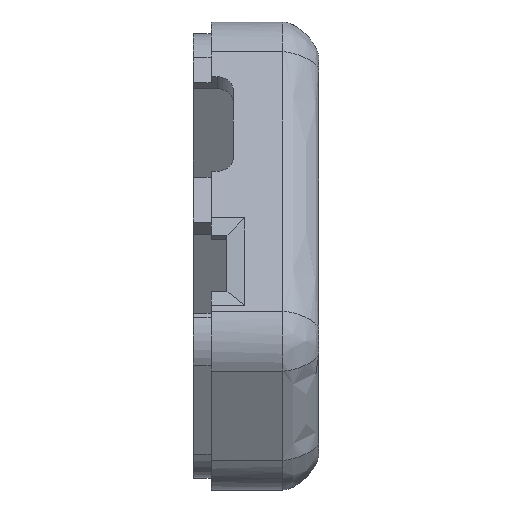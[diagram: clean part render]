
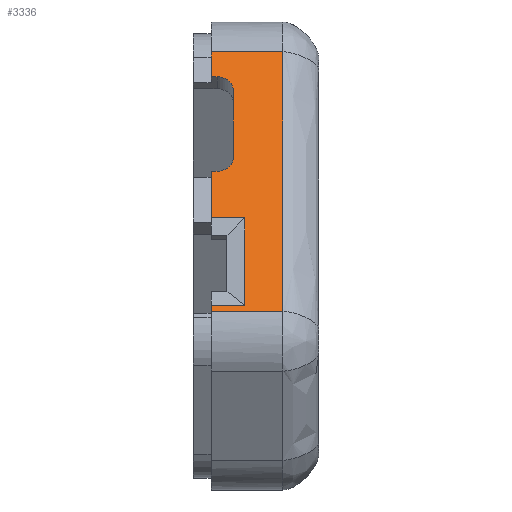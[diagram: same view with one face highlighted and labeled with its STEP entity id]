
A CAD part, left-side view. The second image highlights one B-rep face of the part: STEP entity #3336.
In plain terms, the highlighted planar face has unit normal (-0.866, 0, 0.5).
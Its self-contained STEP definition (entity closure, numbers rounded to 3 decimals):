
#14 = EDGE_CURVE ( 'NONE', #3226, #2318, #1856, .T. ) ;
#128 = ORIENTED_EDGE ( 'NONE', *, *, #528, .T. ) ;
#141 = DIRECTION ( 'NONE',  ( 0., 1., 0. ) ) ;
#163 = LINE ( 'NONE', #3360, #2563 ) ;
#257 = DIRECTION ( 'NONE',  ( 0.5, 0., 0.866 ) ) ;
#265 = VECTOR ( 'NONE', #3027, 1000. ) ;
#296 = CARTESIAN_POINT ( 'NONE',  ( -12.807, 3., 12.217 ) ) ;
#342 = CARTESIAN_POINT ( 'NONE',  ( -21.161, 3., -2.252 ) ) ;
#345 = VERTEX_POINT ( 'NONE', #2849 ) ;
#361 = CARTESIAN_POINT ( 'NONE',  ( -14.896, 9., 8.6 ) ) ;
#462 = DIRECTION ( 'NONE',  ( -0.5, 0., -0.866 ) ) ;
#469 = CARTESIAN_POINT ( 'NONE',  ( -10.505, 8.5, 16.205 ) ) ;
#496 = CARTESIAN_POINT ( 'NONE',  ( -14.4, 8.5, 9.458 ) ) ;
#528 = EDGE_CURVE ( 'NONE', #3226, #2591, #2528, .T. ) ;
#584 = VECTOR ( 'NONE', #462, 1000. ) ;
#587 = VERTEX_POINT ( 'NONE', #2291 ) ;
#603 = VECTOR ( 'NONE', #2425, 1000. ) ;
#644 = ORIENTED_EDGE ( 'NONE', *, *, #2108, .T. ) ;
#660 = DIRECTION ( 'NONE',  ( -0.866, 0., 0.5 ) ) ;
#766 = AXIS2_PLACEMENT_3D ( 'NONE', #469, #2648, #257 ) ;
#856 = DIRECTION ( 'NONE',  ( -0.5, 0., -0.866 ) ) ;
#857 = CARTESIAN_POINT ( 'NONE',  ( -20.871, 9., -1.75 ) ) ;
#859 = CARTESIAN_POINT ( 'NONE',  ( -8.63, 9., 19.452 ) ) ;
#876 = CARTESIAN_POINT ( 'NONE',  ( -16.651, 7.68, 5.559 ) ) ;
#914 = ORIENTED_EDGE ( 'NONE', *, *, #1610, .T. ) ;
#947 = CIRCLE ( 'NONE', #1998, 1.35 ) ;
#952 = EDGE_CURVE ( 'NONE', #2384, #1204, #1623, .T. ) ;
#953 = DIRECTION ( 'NONE',  ( 0.5, 0., 0.866 ) ) ;
#964 = CARTESIAN_POINT ( 'NONE',  ( -14.896, 9., 8.6 ) ) ;
#968 = LINE ( 'NONE', #2510, #265 ) ;
#1103 = CARTESIAN_POINT ( 'NONE',  ( -8.63, 9., 19.452 ) ) ;
#1153 = ORIENTED_EDGE ( 'NONE', *, *, #3184, .T. ) ;
#1204 = VERTEX_POINT ( 'NONE', #3205 ) ;
#1222 = VERTEX_POINT ( 'NONE', #859 ) ;
#1236 = PLANE ( 'NONE',  #2915 ) ;
#1237 = ORIENTED_EDGE ( 'NONE', *, *, #14, .F. ) ;
#1257 = ORIENTED_EDGE ( 'NONE', *, *, #2584, .F. ) ;
#1314 = EDGE_CURVE ( 'NONE', #2318, #345, #947, .T. ) ;
#1367 = VERTEX_POINT ( 'NONE', #342 ) ;
#1399 = B_SPLINE_CURVE_WITH_KNOTS ( 'NONE', 3,
 ( #1890, #2496, #296, #2479 ),
 .UNSPECIFIED., .F., .F.,
 ( 4, 4 ),
 ( 0., 1. ),
 .UNSPECIFIED. ) ;
#1444 = DIRECTION ( 'NONE',  ( -0.5, 0., -0.866 ) ) ;
#1463 = LINE ( 'NONE', #3106, #3281 ) ;
#1507 = ORIENTED_EDGE ( 'NONE', *, *, #2511, .T. ) ;
#1541 = EDGE_CURVE ( 'NONE', #1222, #2447, #2190, .T. ) ;
#1568 = CARTESIAN_POINT ( 'NONE',  ( -21.161, 9., -2.252 ) ) ;
#1610 = EDGE_CURVE ( 'NONE', #2051, #2832, #968, .T. ) ;
#1623 = CIRCLE ( 'NONE', #766, 1.35 ) ;
#1641 = DIRECTION ( 'NONE',  ( 0., -1., 0. ) ) ;
#1656 = CARTESIAN_POINT ( 'NONE',  ( -20.871, 6.18, -1.75 ) ) ;
#1699 = LINE ( 'NONE', #876, #1790 ) ;
#1790 = VECTOR ( 'NONE', #1882, 1000. ) ;
#1819 = CARTESIAN_POINT ( 'NONE',  ( -10.505, 7.15, 16.205 ) ) ;
#1856 = LINE ( 'NONE', #2690, #3232 ) ;
#1882 = DIRECTION ( 'NONE',  ( 0., -1., 0. ) ) ;
#1890 = CARTESIAN_POINT ( 'NONE',  ( -21.161, 3., -2.252 ) ) ;
#1941 = ORIENTED_EDGE ( 'NONE', *, *, #2167, .F. ) ;
#1964 = ORIENTED_EDGE ( 'NONE', *, *, #1314, .F. ) ;
#1992 = CARTESIAN_POINT ( 'NONE',  ( -14.896, 9., 8.6 ) ) ;
#1998 = AXIS2_PLACEMENT_3D ( 'NONE', #2424, #3255, #2473 ) ;
#2017 = EDGE_CURVE ( 'NONE', #3397, #1367, #2724, .T. ) ;
#2039 = VECTOR ( 'NONE', #1444, 1000. ) ;
#2051 = VERTEX_POINT ( 'NONE', #2429 ) ;
#2107 = VECTOR ( 'NONE', #856, 1000. ) ;
#2108 = EDGE_CURVE ( 'NONE', #1367, #587, #1399, .T. ) ;
#2111 = VECTOR ( 'NONE', #3277, 1000. ) ;
#2151 = ORIENTED_EDGE ( 'NONE', *, *, #2407, .F. ) ;
#2167 = EDGE_CURVE ( 'NONE', #345, #2384, #1463, .T. ) ;
#2190 = LINE ( 'NONE', #3240, #2107 ) ;
#2211 = LINE ( 'NONE', #1103, #603 ) ;
#2215 = LINE ( 'NONE', #361, #2039 ) ;
#2291 = CARTESIAN_POINT ( 'NONE',  ( -8.63, 3., 19.452 ) ) ;
#2318 = VERTEX_POINT ( 'NONE', #496 ) ;
#2384 = VERTEX_POINT ( 'NONE', #1819 ) ;
#2407 = EDGE_CURVE ( 'NONE', #1222, #587, #2211, .T. ) ;
#2424 = CARTESIAN_POINT ( 'NONE',  ( -13.725, 8.5, 10.627 ) ) ;
#2425 = DIRECTION ( 'NONE',  ( 0., -1., 0. ) ) ;
#2429 = CARTESIAN_POINT ( 'NONE',  ( -16.651, 6.18, 5.559 ) ) ;
#2447 = VERTEX_POINT ( 'NONE', #2681 ) ;
#2465 = EDGE_CURVE ( 'NONE', #2591, #2051, #1699, .T. ) ;
#2473 = DIRECTION ( 'NONE',  ( 0.5, 0., 0.866 ) ) ;
#2479 = CARTESIAN_POINT ( 'NONE',  ( -8.63, 3., 19.452 ) ) ;
#2496 = CARTESIAN_POINT ( 'NONE',  ( -16.984, 3., 4.983 ) ) ;
#2510 = CARTESIAN_POINT ( 'NONE',  ( -20.121, 6.18, -0.451 ) ) ;
#2511 = EDGE_CURVE ( 'NONE', #2832, #2986, #3241, .T. ) ;
#2528 = LINE ( 'NONE', #964, #584 ) ;
#2535 = EDGE_LOOP ( 'NONE', ( #3337, #644, #2151, #2944, #1257, #3020, #1941, #1964, #1237, #128, #2735, #914, #1507, #1153 ) ) ;
#2563 = VECTOR ( 'NONE', #141, 1000. ) ;
#2584 = EDGE_CURVE ( 'NONE', #1204, #2447, #163, .T. ) ;
#2591 = VERTEX_POINT ( 'NONE', #3083 ) ;
#2648 = DIRECTION ( 'NONE',  ( -0.866, 0., 0.5 ) ) ;
#2681 = CARTESIAN_POINT ( 'NONE',  ( -9.83, 9., 17.374 ) ) ;
#2690 = CARTESIAN_POINT ( 'NONE',  ( -14.4, 0., 9.458 ) ) ;
#2721 = VECTOR ( 'NONE', #3039, 1000. ) ;
#2724 = LINE ( 'NONE', #3269, #2721 ) ;
#2735 = ORIENTED_EDGE ( 'NONE', *, *, #2465, .T. ) ;
#2738 = CARTESIAN_POINT ( 'NONE',  ( -14.4, 9., 9.458 ) ) ;
#2790 = DIRECTION ( 'NONE',  ( 0.5, 0., 0.866 ) ) ;
#2832 = VERTEX_POINT ( 'NONE', #1656 ) ;
#2849 = CARTESIAN_POINT ( 'NONE',  ( -13.725, 7.15, 10.627 ) ) ;
#2915 = AXIS2_PLACEMENT_3D ( 'NONE', #1992, #660, #2790 ) ;
#2944 = ORIENTED_EDGE ( 'NONE', *, *, #1541, .T. ) ;
#2986 = VERTEX_POINT ( 'NONE', #3368 ) ;
#3020 = ORIENTED_EDGE ( 'NONE', *, *, #952, .F. ) ;
#3027 = DIRECTION ( 'NONE',  ( -0.5, 0., -0.866 ) ) ;
#3039 = DIRECTION ( 'NONE',  ( 0., -1., 0. ) ) ;
#3083 = CARTESIAN_POINT ( 'NONE',  ( -16.651, 9., 5.559 ) ) ;
#3106 = CARTESIAN_POINT ( 'NONE',  ( -14.896, 7.15, 8.6 ) ) ;
#3184 = EDGE_CURVE ( 'NONE', #2986, #3397, #2215, .T. ) ;
#3205 = CARTESIAN_POINT ( 'NONE',  ( -9.83, 8.5, 17.374 ) ) ;
#3226 = VERTEX_POINT ( 'NONE', #2738 ) ;
#3232 = VECTOR ( 'NONE', #1641, 1000. ) ;
#3240 = CARTESIAN_POINT ( 'NONE',  ( -14.896, 9., 8.6 ) ) ;
#3241 = LINE ( 'NONE', #857, #2111 ) ;
#3255 = DIRECTION ( 'NONE',  ( -0.866, 0., 0.5 ) ) ;
#3269 = CARTESIAN_POINT ( 'NONE',  ( -21.161, 9., -2.252 ) ) ;
#3277 = DIRECTION ( 'NONE',  ( 0., 1., 0. ) ) ;
#3281 = VECTOR ( 'NONE', #953, 1000. ) ;
#3336 = ADVANCED_FACE ( 'NONE', ( #3378 ), #1236, .T. ) ;
#3337 = ORIENTED_EDGE ( 'NONE', *, *, #2017, .T. ) ;
#3360 = CARTESIAN_POINT ( 'NONE',  ( -9.83, 0., 17.374 ) ) ;
#3368 = CARTESIAN_POINT ( 'NONE',  ( -20.871, 9., -1.75 ) ) ;
#3378 = FACE_OUTER_BOUND ( 'NONE', #2535, .T. ) ;
#3397 = VERTEX_POINT ( 'NONE', #1568 ) ;
